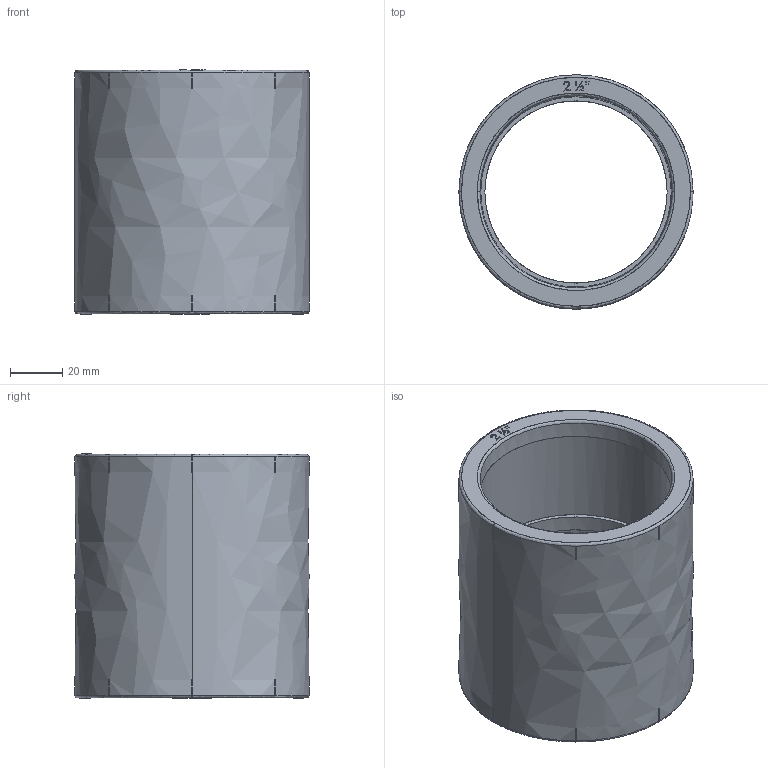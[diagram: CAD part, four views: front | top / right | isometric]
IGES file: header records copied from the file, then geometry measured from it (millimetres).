
Start section: SolidWorks IGES file using NURBS representation for surfaces
Global section: file name: 01091005011.IGS; native system: SolidWorks 2019; preprocessor: SolidWorks 2019; author: FGuedes; date: 190710.134922; units: millimetre
Bounding box: 90.08 x 90.08 x 93.93 mm (x, y, z)
Surface area: 52673.4 mm2 (no closed solid volume)
Topology: 0 solids, 0 shells, 361 faces, 3886 edges, 3874 vertices
Faces by surface type: bspline 361
